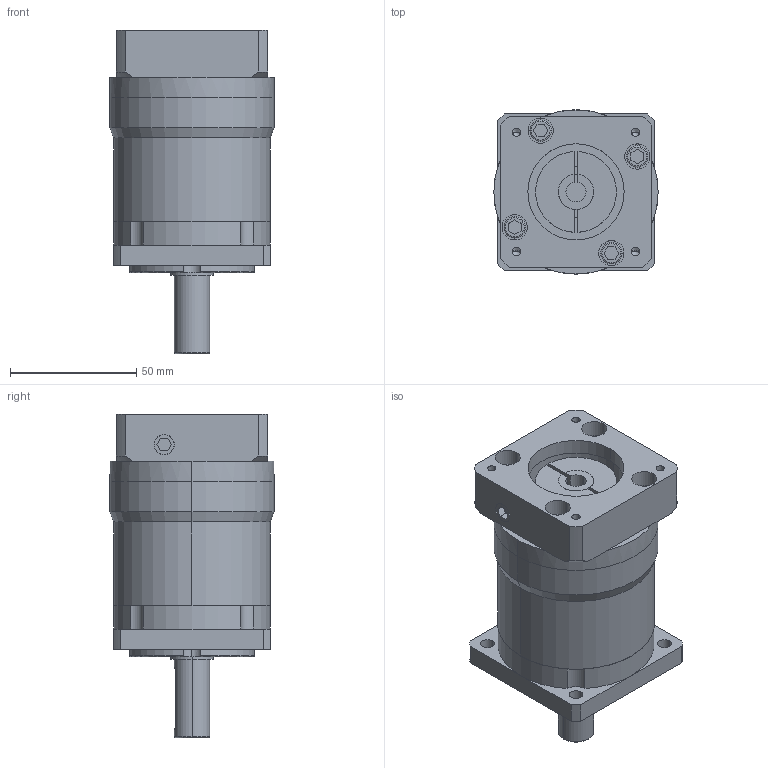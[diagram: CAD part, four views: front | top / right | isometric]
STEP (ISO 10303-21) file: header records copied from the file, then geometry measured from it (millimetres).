
FILE_DESCRIPTION (( 'STEP AP214' ), '1' );
FILE_NAME ('VGF60双级模型（8-21 38.1-2 4-4.5-47.14-47.14）.STEP', '2018-06-20T05:59:35', ( 'Windows' ), ( 'Microsoft' ), 'SwSTEP 2.0', 'SolidWorks 2016', '' );
FILE_SCHEMA (( 'AUTOMOTIVE_DESIGN' ));
Length unit declared in the file: millimetre
Products named in the file (1): VGF60双级模型（8-21 38.1-2 4-4.5-47.14-47.14）
Bounding box: 65 x 65 x 128 mm (x, y, z)
Volume: 289466.8 mm3; surface area: 55527.5 mm2
Topology: 4 solids, 4 shells, 294 faces, 708 edges, 452 vertices
Faces by surface type: plane 141, cylinder 113, torus 22, cone 18
Entity records: 8886 total; most frequent: CARTESIAN_POINT 1572, DIRECTION 1567, ORIENTED_EDGE 1396, EDGE_CURVE 698, AXIS2_PLACEMENT_3D 593, VERTEX_POINT 452, VECTOR 381, LINE 381
